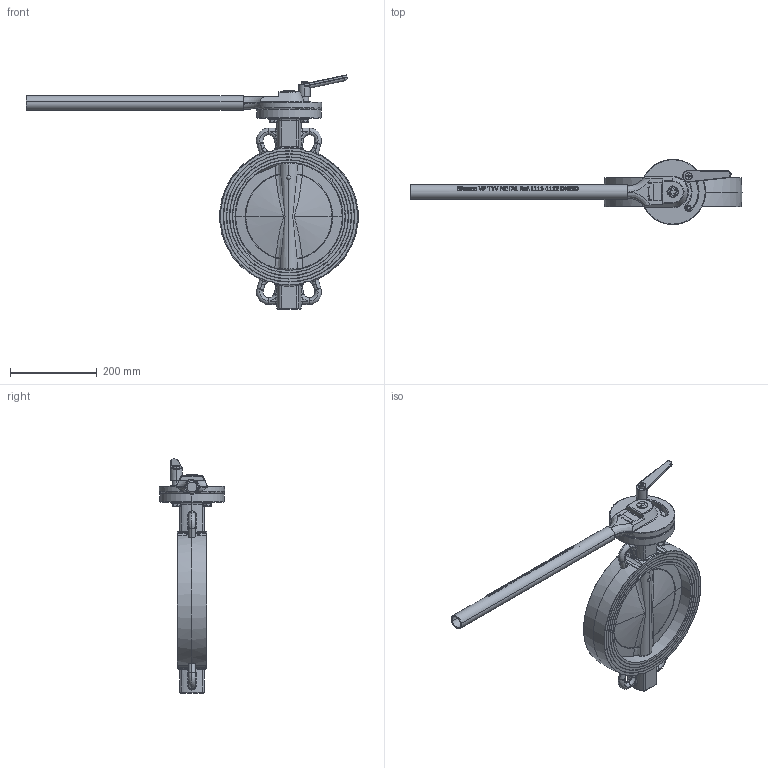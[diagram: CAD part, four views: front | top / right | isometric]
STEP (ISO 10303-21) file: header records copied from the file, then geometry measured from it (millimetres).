
FILE_DESCRIPTION(('HOOPS Exchange Step'),'2;1');
FILE_NAME('AK0813_DN250.stp','2025-08-13T13:12:06+02:00',('nieru'),('Unknown organisation'),'HOOPS Exchange 2024.2','HOOPS Exchange','Unknown authorisation');
FILE_SCHEMA( ('AP203_CONFIGURATION_CONTROLLED_3D_DESIGN_OF_MECHANICAL_PARTS_AND_ASSEMBLIES_MIM_LF') );
Length unit declared in the file: millimetre
Products named in the file (2): 0; root
Assembly tree (1 placements, depth 2):
  root
    0
Bounding box: 763.89 x 149.82 x 538.51 mm (x, y, z)
Volume: 4280062.3 mm3; surface area: 661906 mm2
Topology: 19 solids, 19 shells, 2561 faces, 6594 edges, 4134 vertices
Faces by surface type: cylinder 898, plane 849, bspline 428, torus 247, cone 117, sphere 22
Full cylindrical faces by diameter (mm): 8 x1, 10.5 x4, 12.2 x1, 20 x4, 25 x1, 26.2 x2, 34.8 x1
Entity records: 282509 total; most frequent: CARTESIAN_POINT 225902, ORIENTED_EDGE 13152, DIRECTION 9750, EDGE_CURVE 6576, VERTEX_POINT 4134, AXIS2_PLACEMENT_3D 3652, EDGE_LOOP 2686, FACE_BOUND 2686
